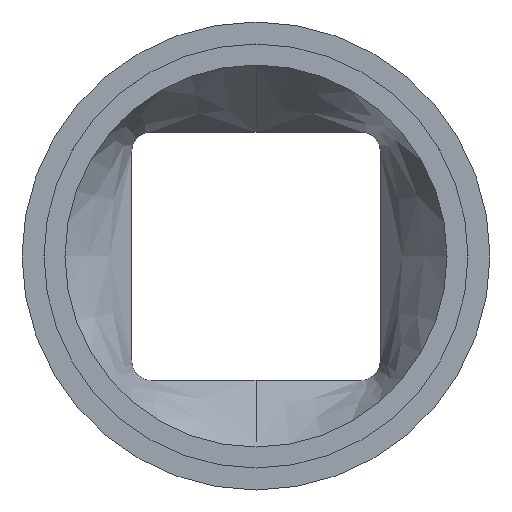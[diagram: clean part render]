
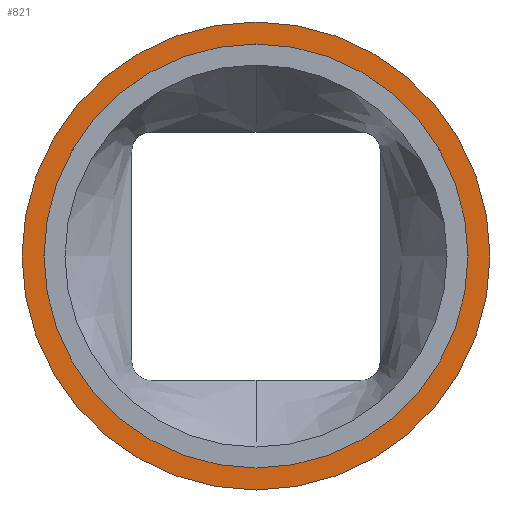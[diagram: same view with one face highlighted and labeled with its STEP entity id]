
A CAD part, top view. The second image highlights one B-rep face of the part: STEP entity #821.
In plain terms, the highlighted planar face has unit normal (0, 0, 1).
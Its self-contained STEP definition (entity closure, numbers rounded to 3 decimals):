
#20=FACE_BOUND('',#133,.T.);
#31=PLANE('',#919);
#85=FACE_OUTER_BOUND('',#132,.T.);
#132=EDGE_LOOP('',(#647));
#133=EDGE_LOOP('',(#648));
#288=CIRCLE('',#872,24.5);
#309=CIRCLE('',#906,22.2);
#357=VERTEX_POINT('',#1302);
#374=VERTEX_POINT('',#1358);
#443=EDGE_CURVE('',#357,#357,#288,.T.);
#469=EDGE_CURVE('',#374,#374,#309,.T.);
#647=ORIENTED_EDGE('',*,*,#443,.T.);
#648=ORIENTED_EDGE('',*,*,#469,.T.);
#821=ADVANCED_FACE('',(#85,#20),#31,.T.);
#872=AXIS2_PLACEMENT_3D('',#1303,#990,#991);
#906=AXIS2_PLACEMENT_3D('',#1359,#1063,#1064);
#919=AXIS2_PLACEMENT_3D('',#1586,#1100,#1101);
#990=DIRECTION('center_axis',(0.,0.,1.));
#991=DIRECTION('ref_axis',(-1.,0.,0.));
#1063=DIRECTION('center_axis',(0.,0.,-1.));
#1064=DIRECTION('ref_axis',(1.,0.,0.));
#1100=DIRECTION('center_axis',(0.,0.,1.));
#1101=DIRECTION('ref_axis',(1.,0.,0.));
#1302=CARTESIAN_POINT('',(24.5,0.,11.));
#1303=CARTESIAN_POINT('Origin',(0.,0.,11.));
#1358=CARTESIAN_POINT('',(-22.2,0.,11.));
#1359=CARTESIAN_POINT('Origin',(0.,0.,11.));
#1586=CARTESIAN_POINT('Origin',(0.,0.,11.));
